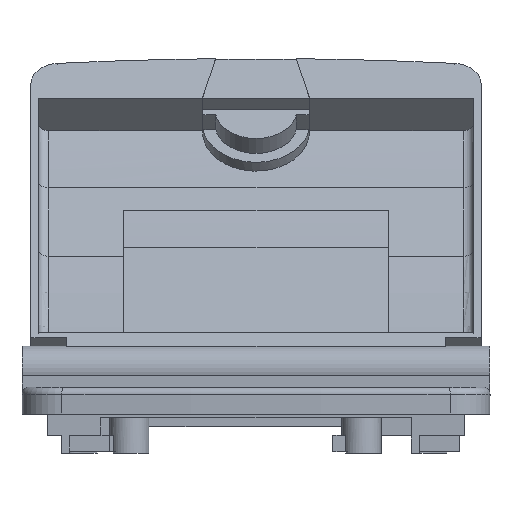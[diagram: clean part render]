
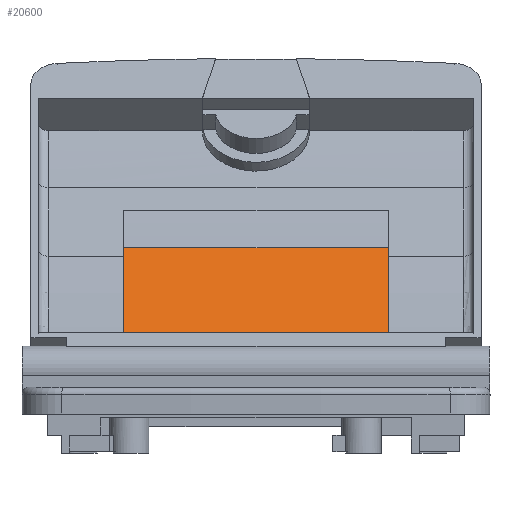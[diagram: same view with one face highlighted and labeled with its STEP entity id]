
A CAD part, front view. The second image highlights one B-rep face of the part: STEP entity #20600.
In plain terms, the highlighted face is planar.
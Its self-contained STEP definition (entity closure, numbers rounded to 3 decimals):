
#11960=CARTESIAN_POINT('',(-50.5,-49.395,
-8.374));
#11970=VERTEX_POINT('',#11960);
#14350=CARTESIAN_POINT('',(23.5,-49.395,
-8.374));
#14360=VERTEX_POINT('',#14350);
#14390=CARTESIAN_POINT('',(-36.697,-49.395,
-8.374));
#14400=DIRECTION('',(-1.,0.,0.));
#14410=VECTOR('',#14400,1.);
#14420=LINE('',#14390,#14410);
#14430=EDGE_CURVE('',#14360,#11970,#14420,.T.);
#18260=CARTESIAN_POINT('',(-50.5,-59.38,
0.099));
#18270=DIRECTION('',(-0.,-0.762,0.647));
#18280=VECTOR('',#18270,1.);
#18290=LINE('',#18260,#18280);
#18300=CARTESIAN_POINT('',(-50.5,-13.282,
-39.022));
#18310=VERTEX_POINT('',#18300);
#18320=EDGE_CURVE('',#18310,#11970,#18290,.T.);
#20170=CARTESIAN_POINT('',(23.5,-13.282,
-39.022));
#20180=DIRECTION('',(-1.,0.,0.));
#20190=VECTOR('',#20180,1.);
#20200=LINE('',#20170,#20190);
#20210=CARTESIAN_POINT('',(23.5,-13.282,
-39.022));
#20220=VERTEX_POINT('',#20210);
#20230=EDGE_CURVE('',#20220,#18310,#20200,.T.);
#20440=CARTESIAN_POINT('',(25.35,-12.379,
-39.788));
#20450=DIRECTION('',(-0.,-0.647,-0.762));
#20460=DIRECTION('',(-0.,-0.762,0.647));
#20470=AXIS2_PLACEMENT_3D('',#20440,#20450,#20460);
#20480=PLANE('',#20470);
#20490=CARTESIAN_POINT('',(23.5,-59.38,
0.099));
#20500=DIRECTION('',(0.,0.762,-0.647));
#20510=VECTOR('',#20500,1.);
#20520=LINE('',#20490,#20510);
#20530=EDGE_CURVE('',#14360,#20220,#20520,.T.);
#20540=ORIENTED_EDGE('',*,*,#20530,.F.);
#20550=ORIENTED_EDGE('',*,*,#20230,.F.);
#20560=ORIENTED_EDGE('',*,*,#18320,.F.);
#20570=ORIENTED_EDGE('',*,*,#14430,.T.);
#20580=EDGE_LOOP('',(#20570,#20560,#20550,#20540));
#20590=FACE_OUTER_BOUND('',#20580,.T.);
#20600=ADVANCED_FACE('',(#20590),#20480,.T.);
